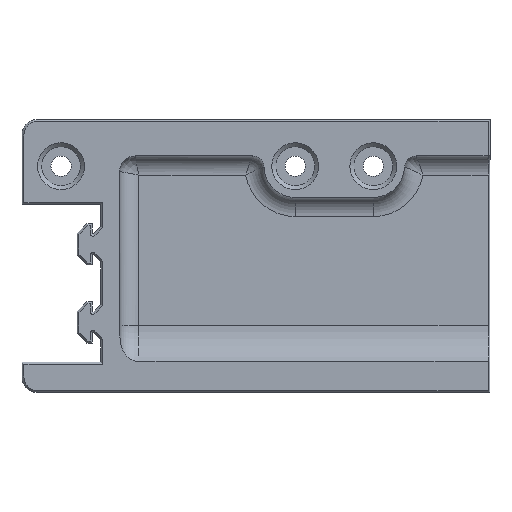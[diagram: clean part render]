
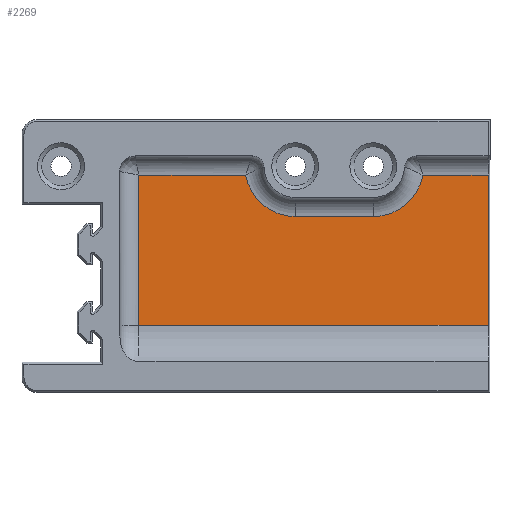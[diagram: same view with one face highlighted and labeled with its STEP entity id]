
A CAD part, front view. The second image highlights one B-rep face of the part: STEP entity #2269.
In plain terms, the highlighted planar face has unit normal (0, -1, 0).
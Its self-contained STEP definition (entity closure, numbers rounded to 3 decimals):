
#70=CIRCLE('',#2440,12.9);
#71=CIRCLE('',#2441,12.9);
#174=FACE_OUTER_BOUND('',#313,.T.);
#313=EDGE_LOOP('',(#1636,#1637,#1638,#1639,#1640,#1641,#1642,#1643));
#485=LINE('',#3418,#744);
#495=LINE('',#3446,#754);
#496=LINE('',#3450,#755);
#497=LINE('',#3454,#756);
#498=LINE('',#3456,#757);
#499=LINE('',#3457,#758);
#744=VECTOR('',#2743,10.);
#754=VECTOR('',#2765,10.);
#755=VECTOR('',#2768,10.);
#756=VECTOR('',#2771,10.);
#757=VECTOR('',#2772,10.);
#758=VECTOR('',#2773,11.);
#994=VERTEX_POINT('',#3404);
#998=VERTEX_POINT('',#3415);
#1007=VERTEX_POINT('',#3445);
#1008=VERTEX_POINT('',#3447);
#1009=VERTEX_POINT('',#3449);
#1010=VERTEX_POINT('',#3451);
#1011=VERTEX_POINT('',#3453);
#1012=VERTEX_POINT('',#3455);
#1225=EDGE_CURVE('',#994,#998,#485,.T.);
#1238=EDGE_CURVE('',#1007,#994,#495,.T.);
#1239=EDGE_CURVE('',#1008,#1007,#70,.T.);
#1240=EDGE_CURVE('',#1009,#1008,#496,.T.);
#1241=EDGE_CURVE('',#1010,#1009,#71,.T.);
#1242=EDGE_CURVE('',#1011,#1010,#497,.T.);
#1243=EDGE_CURVE('',#1012,#1011,#498,.T.);
#1244=EDGE_CURVE('',#1012,#998,#499,.T.);
#1636=ORIENTED_EDGE('',*,*,#1225,.F.);
#1637=ORIENTED_EDGE('',*,*,#1238,.F.);
#1638=ORIENTED_EDGE('',*,*,#1239,.F.);
#1639=ORIENTED_EDGE('',*,*,#1240,.F.);
#1640=ORIENTED_EDGE('',*,*,#1241,.F.);
#1641=ORIENTED_EDGE('',*,*,#1242,.F.);
#1642=ORIENTED_EDGE('',*,*,#1243,.F.);
#1643=ORIENTED_EDGE('',*,*,#1244,.T.);
#2170=PLANE('',#2439);
#2269=ADVANCED_FACE('',(#174),#2170,.T.);
#2439=AXIS2_PLACEMENT_3D('',#3444,#2763,#2764);
#2440=AXIS2_PLACEMENT_3D('',#3448,#2766,#2767);
#2441=AXIS2_PLACEMENT_3D('',#3452,#2769,#2770);
#2743=DIRECTION('',(0.,0.,-1.));
#2763=DIRECTION('center_axis',(0.,-1.,0.));
#2764=DIRECTION('ref_axis',(0.,0.,1.));
#2765=DIRECTION('',(1.,0.,0.));
#2766=DIRECTION('center_axis',(0.,-1.,0.));
#2767=DIRECTION('ref_axis',(0.695,0.,-0.719));
#2768=DIRECTION('',(1.,0.,0.));
#2769=DIRECTION('center_axis',(0.,-1.,0.));
#2770=DIRECTION('ref_axis',(-0.695,0.,-0.719));
#2771=DIRECTION('',(1.,0.,0.));
#2772=DIRECTION('',(0.,0.,1.));
#2773=DIRECTION('',(1.,0.,0.));
#3404=CARTESIAN_POINT('',(-0.6,-185.,2.736));
#3415=CARTESIAN_POINT('',(-0.6,-185.,-35.78));
#3418=CARTESIAN_POINT('',(-0.6,-185.,-18.341));
#3444=CARTESIAN_POINT('Origin',(0.,-185.,-18.682));
#3445=CARTESIAN_POINT('',(-17.3,-185.,2.736));
#3446=CARTESIAN_POINT('',(47.5,-185.,2.736));
#3447=CARTESIAN_POINT('',(-30.,-185.,-7.9));
#3448=CARTESIAN_POINT('Origin',(-30.,-185.,5.));
#3449=CARTESIAN_POINT('',(-50.,-185.,-7.9));
#3450=CARTESIAN_POINT('',(-15.,-185.,-7.9));
#3451=CARTESIAN_POINT('',(-62.7,-185.,2.736));
#3452=CARTESIAN_POINT('Origin',(-50.,-185.,5.));
#3453=CARTESIAN_POINT('',(-90.1,-185.,2.736));
#3454=CARTESIAN_POINT('',(47.5,-185.,2.736));
#3455=CARTESIAN_POINT('',(-90.1,-185.,-35.78));
#3456=CARTESIAN_POINT('',(-90.1,-185.,-5.523));
#3457=CARTESIAN_POINT('',(-47.5,-185.,-35.78));
